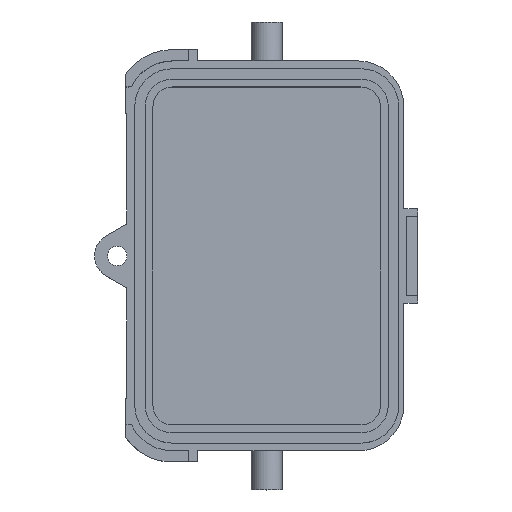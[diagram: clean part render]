
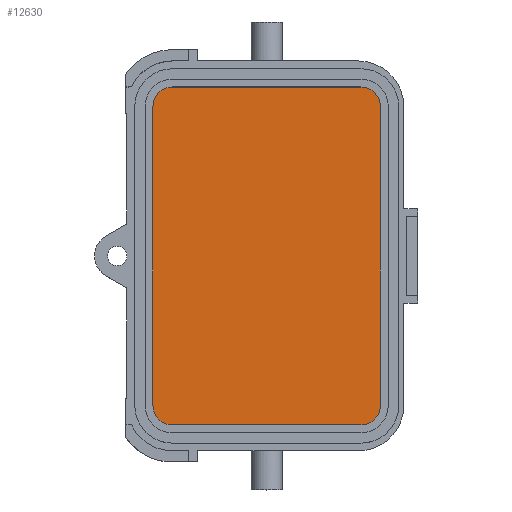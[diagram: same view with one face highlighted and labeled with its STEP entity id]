
A CAD part, top view. The second image highlights one B-rep face of the part: STEP entity #12630.
In plain terms, the highlighted planar face has unit normal (0, 0, 1).
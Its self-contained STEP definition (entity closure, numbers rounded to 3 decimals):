
#7530=CARTESIAN_POINT('',(14.5,-39.999,
-9.5));
#7540=DIRECTION('',(0.,0.,1.));
#7550=DIRECTION('',(1.,0.,0.));
#7560=AXIS2_PLACEMENT_3D('',#7530,#7540,#7550);
#7570=CIRCLE('',#7560,3.);
#7580=CARTESIAN_POINT('',(14.5,-42.999,
-9.5));
#7590=VERTEX_POINT('',#7580);
#7600=CARTESIAN_POINT('',(17.5,-39.999,
-9.5));
#7610=VERTEX_POINT('',#7600);
#7620=EDGE_CURVE('',#7590,#7610,#7570,.T.);
#10630=CARTESIAN_POINT('',(-17.5,6.001,
-9.5));
#10640=VERTEX_POINT('',#10630);
#10800=CARTESIAN_POINT('',(-14.5,9.001,
-9.5));
#10810=VERTEX_POINT('',#10800);
#10840=CARTESIAN_POINT('',(-14.5,6.001,
-9.5));
#10850=DIRECTION('',(0.,0.,-1.));
#10860=DIRECTION('',(-1.,0.,0.));
#10870=AXIS2_PLACEMENT_3D('',#10840,#10850,#10860);
#10880=CIRCLE('',#10870,3.);
#10890=EDGE_CURVE('',#10640,#10810,#10880,.T.);
#12080=CARTESIAN_POINT('',(18.389,26.742,
-9.5));
#12090=DIRECTION('',(0.,0.,-1.));
#12100=DIRECTION('',(1.,0.,0.));
#12110=AXIS2_PLACEMENT_3D('',#12080,#12090,#12100);
#12120=PLANE('',#12110);
#12130=ORIENTED_EDGE('',*,*,#10890,.F.);
#12140=CARTESIAN_POINT('',(0.,9.001,-9.5));
#12150=DIRECTION('',(1.,0.,0.));
#12160=VECTOR('',#12150,1.);
#12170=LINE('',#12140,#12160);
#12180=CARTESIAN_POINT('',(14.5,9.001,
-9.5));
#12190=VERTEX_POINT('',#12180);
#12200=EDGE_CURVE('',#10810,#12190,#12170,.T.);
#12210=ORIENTED_EDGE('',*,*,#12200,.F.);
#12220=CARTESIAN_POINT('',(14.5,6.001,
-9.5));
#12230=DIRECTION('',(0.,0.,-1.));
#12240=DIRECTION('',(-1.,0.,0.));
#12250=AXIS2_PLACEMENT_3D('',#12220,#12230,#12240);
#12260=CIRCLE('',#12250,3.);
#12270=CARTESIAN_POINT('',(17.5,6.001,
-9.5));
#12280=VERTEX_POINT('',#12270);
#12290=EDGE_CURVE('',#12190,#12280,#12260,.T.);
#12300=ORIENTED_EDGE('',*,*,#12290,.F.);
#12310=CARTESIAN_POINT('',(17.5,0.,-9.5));
#12320=DIRECTION('',(0.,1.,0.));
#12330=VECTOR('',#12320,1.);
#12340=LINE('',#12310,#12330);
#12350=EDGE_CURVE('',#7610,#12280,#12340,.T.);
#12360=ORIENTED_EDGE('',*,*,#12350,.T.);
#12370=ORIENTED_EDGE('',*,*,#7620,.T.);
#12380=CARTESIAN_POINT('',(0.,-42.999,-9.5));
#12390=DIRECTION('',(1.,0.,0.));
#12400=VECTOR('',#12390,1.);
#12410=LINE('',#12380,#12400);
#12420=CARTESIAN_POINT('',(-14.5,-42.999,
-9.5));
#12430=VERTEX_POINT('',#12420);
#12440=EDGE_CURVE('',#12430,#7590,#12410,.T.);
#12450=ORIENTED_EDGE('',*,*,#12440,.T.);
#12460=CARTESIAN_POINT('',(-14.5,-39.999,
-9.5));
#12470=DIRECTION('',(0.,0.,1.));
#12480=DIRECTION('',(1.,0.,0.));
#12490=AXIS2_PLACEMENT_3D('',#12460,#12470,#12480);
#12500=CIRCLE('',#12490,3.);
#12510=CARTESIAN_POINT('',(-17.5,-39.999,
-9.5));
#12520=VERTEX_POINT('',#12510);
#12530=EDGE_CURVE('',#12520,#12430,#12500,.T.);
#12540=ORIENTED_EDGE('',*,*,#12530,.T.);
#12550=CARTESIAN_POINT('',(-17.5,0.,-9.5));
#12560=DIRECTION('',(0.,1.,0.));
#12570=VECTOR('',#12560,1.);
#12580=LINE('',#12550,#12570);
#12590=EDGE_CURVE('',#12520,#10640,#12580,.T.);
#12600=ORIENTED_EDGE('',*,*,#12590,.F.);
#12610=EDGE_LOOP('',(#12600,#12540,#12450,#12370,#12360,#12300,#12210,
#12130));
#12620=FACE_OUTER_BOUND('',#12610,.T.);
#12630=ADVANCED_FACE('',(#12620),#12120,.F.);
